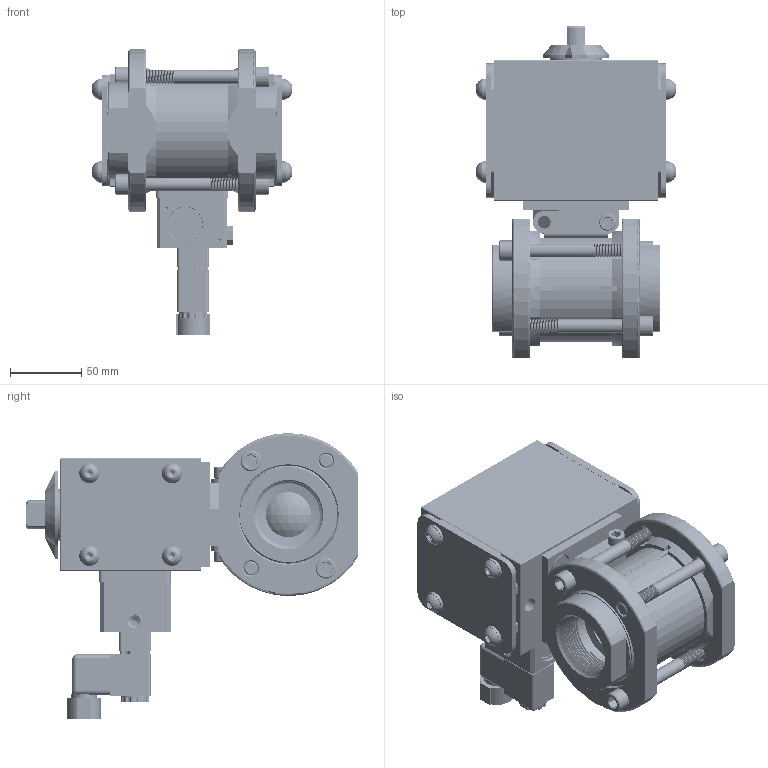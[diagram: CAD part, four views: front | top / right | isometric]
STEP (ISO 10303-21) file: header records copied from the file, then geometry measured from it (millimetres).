
FILE_DESCRIPTION (( 'STEP AP203' ), '1' );
FILE_NAME ('22XXSESA522DGPDC.step', '2018-03-15T17:09:12', ( '' ), ( '' ), 'SwSTEP 2.0', 'SolidWorks 2017', '' );
FILE_SCHEMA (( 'CONFIG_CONTROL_DESIGN' ));
Products named in the file (1): 22XXSESA522DGPDC
Bounding box: 139.51 x 232.59 x 200.08 mm (x, y, z)
Volume: 1205954.2 mm3; surface area: 387440.7 mm2
Topology: 60 solids, 60 shells, 3484 faces, 8968 edges, 5632 vertices
Faces by surface type: cylinder 1636, plane 831, cone 712, bspline 154, torus 129, sphere 22
Entity records: 185304 total; most frequent: CARTESIAN_POINT 104433, ORIENTED_EDGE 17712, DIRECTION 16388, EDGE_CURVE 8856, AXIS2_PLACEMENT_3D 6324, VERTEX_POINT 5630, EDGE_LOOP 3802, VECTOR 3740
